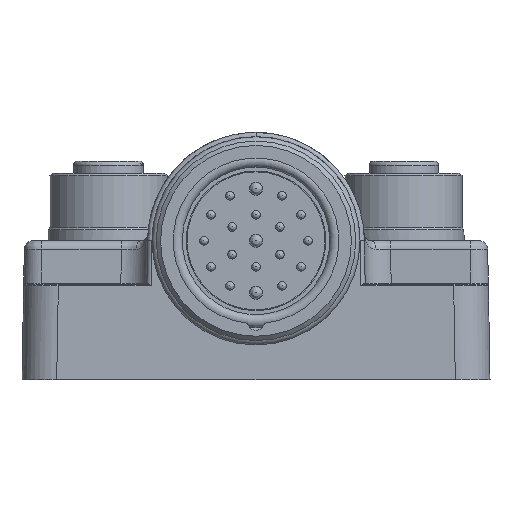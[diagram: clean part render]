
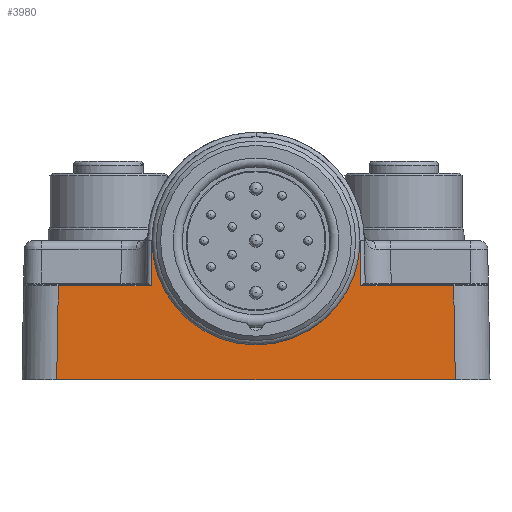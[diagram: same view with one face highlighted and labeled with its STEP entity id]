
A CAD part, left-side view. The second image highlights one B-rep face of the part: STEP entity #3980.
In plain terms, the highlighted planar face has unit normal (-1, 0, 0.018).
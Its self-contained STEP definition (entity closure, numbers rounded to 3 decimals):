
#1038=LINE('',#30160,#1782);
#1039=LINE('',#30162,#1783);
#1040=LINE('',#30175,#1784);
#1041=LINE('',#30237,#1785);
#1042=LINE('',#30250,#1786);
#1043=LINE('',#30252,#1787);
#1044=LINE('',#30256,#1788);
#1782=VECTOR('',#18503,1.);
#1783=VECTOR('',#18506,1.);
#1784=VECTOR('',#18509,1.);
#1785=VECTOR('',#18514,1.);
#1786=VECTOR('',#18517,1.);
#1787=VECTOR('',#18520,1.);
#1788=VECTOR('',#18525,1.);
#2823=B_SPLINE_CURVE_WITH_KNOTS('',3,(#30182,#30183,#30184,#30185,#30186,
#30187),.UNSPECIFIED.,.F.,.F.,(4,2,4),(0.,0.5,1.),.UNSPECIFIED.);
#2825=B_SPLINE_CURVE_WITH_KNOTS('',3,(#30213,#30214,#30215,#30216,#30217,
#30218),.UNSPECIFIED.,.F.,.F.,(4,2,4),(0.,0.5,1.),.UNSPECIFIED.);
#2851=ELLIPSE('',#13579,11.402,11.4);
#3143=PLANE('',#14950);
#3980=ADVANCED_FACE('',(#4781,#4782),#3143,.T.);
#4781=FACE_BOUND('',#5884,.T.);
#4782=FACE_BOUND('',#5885,.T.);
#5884=EDGE_LOOP('',(#9648,#9649,#9650,#9651,#9652,#9653,#9654,#9655,#9656));
#5885=EDGE_LOOP('',(#9657));
#9648=ORIENTED_EDGE('',*,*,#12852,.T.);
#9649=ORIENTED_EDGE('',*,*,#12850,.T.);
#9650=ORIENTED_EDGE('',*,*,#12849,.T.);
#9651=ORIENTED_EDGE('',*,*,#12847,.T.);
#9652=ORIENTED_EDGE('',*,*,#12846,.T.);
#9653=ORIENTED_EDGE('',*,*,#12843,.T.);
#9654=ORIENTED_EDGE('',*,*,#12841,.T.);
#9655=ORIENTED_EDGE('',*,*,#12839,.T.);
#9656=ORIENTED_EDGE('',*,*,#12838,.T.);
#9657=ORIENTED_EDGE('',*,*,#11009,.F.);
#9758=VERTEX_POINT('',#18698);
#10903=VERTEX_POINT('',#29826);
#10929=VERTEX_POINT('',#30019);
#10959=VERTEX_POINT('',#30159);
#10960=VERTEX_POINT('',#30163);
#10961=VERTEX_POINT('',#30176);
#10962=VERTEX_POINT('',#30188);
#10963=VERTEX_POINT('',#30212);
#10964=VERTEX_POINT('',#30238);
#10965=VERTEX_POINT('',#30253);
#11009=EDGE_CURVE('',#9758,#9758,#2851,.T.);
#12838=EDGE_CURVE('',#10903,#10959,#1038,.T.);
#12839=EDGE_CURVE('',#10960,#10903,#1039,.T.);
#12841=EDGE_CURVE('',#10961,#10960,#1040,.T.);
#12843=EDGE_CURVE('',#10962,#10961,#2823,.T.);
#12846=EDGE_CURVE('',#10963,#10962,#2825,.T.);
#12847=EDGE_CURVE('',#10964,#10963,#1041,.T.);
#12849=EDGE_CURVE('',#10929,#10964,#1042,.T.);
#12850=EDGE_CURVE('',#10965,#10929,#1043,.T.);
#12852=EDGE_CURVE('',#10959,#10965,#1044,.T.);
#13579=AXIS2_PLACEMENT_3D('',#18697,#15042,#15043);
#14950=AXIS2_PLACEMENT_3D('',#30258,#18528,#18529);
#15042=DIRECTION('',(-1.,0.,0.017));
#15043=DIRECTION('',(0.017,0.,1.));
#18503=DIRECTION('',(-0.017,0.017,-1.));
#18506=DIRECTION('',(0.,1.,0.));
#18509=DIRECTION('',(-0.017,0.017,-1.));
#18514=DIRECTION('',(0.017,0.017,1.));
#18517=DIRECTION('',(0.,1.,0.));
#18520=DIRECTION('',(0.017,0.017,1.));
#18525=DIRECTION('',(0.,-1.,0.));
#18528=DIRECTION('',(-1.,0.,0.017));
#18529=DIRECTION('',(0.,1.,0.));
#18697=CARTESIAN_POINT('',(-39.968,43.,0.));
#18698=CARTESIAN_POINT('',(-39.769,43.,11.4));
#29826=CARTESIAN_POINT('',(-40.058,65.791,-5.197));
#30019=CARTESIAN_POINT('',(-40.058,20.209,-5.197));
#30159=CARTESIAN_POINT('',(-40.247,65.98,-16.));
#30160=CARTESIAN_POINT('',(-40.058,65.791,-5.197));
#30162=CARTESIAN_POINT('',(-40.058,55.091,-5.197));
#30163=CARTESIAN_POINT('',(-40.058,55.091,-5.197));
#30175=CARTESIAN_POINT('',(-39.723,54.756,14.006));
#30176=CARTESIAN_POINT('',(-39.968,55.,0.004));
#30182=CARTESIAN_POINT('',(-39.758,43.,12.009));
#30183=CARTESIAN_POINT('',(-39.758,46.152,12.009));
#30184=CARTESIAN_POINT('',(-39.781,49.259,10.721));
#30185=CARTESIAN_POINT('',(-39.858,53.715,6.264));
#30186=CARTESIAN_POINT('',(-39.913,55.001,3.158));
#30187=CARTESIAN_POINT('',(-39.968,55.,0.004));
#30188=CARTESIAN_POINT('',(-39.758,43.,12.009));
#30212=CARTESIAN_POINT('',(-39.968,31.,0.004));
#30213=CARTESIAN_POINT('',(-39.968,31.,0.004));
#30214=CARTESIAN_POINT('',(-39.913,30.999,3.156));
#30215=CARTESIAN_POINT('',(-39.858,32.286,6.264));
#30216=CARTESIAN_POINT('',(-39.781,36.741,10.721));
#30217=CARTESIAN_POINT('',(-39.758,39.847,12.009));
#30218=CARTESIAN_POINT('',(-39.758,43.,12.009));
#30237=CARTESIAN_POINT('',(-39.968,31.,-0.003));
#30238=CARTESIAN_POINT('',(-40.058,30.909,-5.197));
#30250=CARTESIAN_POINT('',(-40.058,15.705,-5.197));
#30252=CARTESIAN_POINT('',(-39.737,20.531,13.241));
#30253=CARTESIAN_POINT('',(-40.247,20.02,-16.));
#30256=CARTESIAN_POINT('',(-40.247,65.98,-16.));
#30258=CARTESIAN_POINT('',(-39.735,15.705,13.325));
